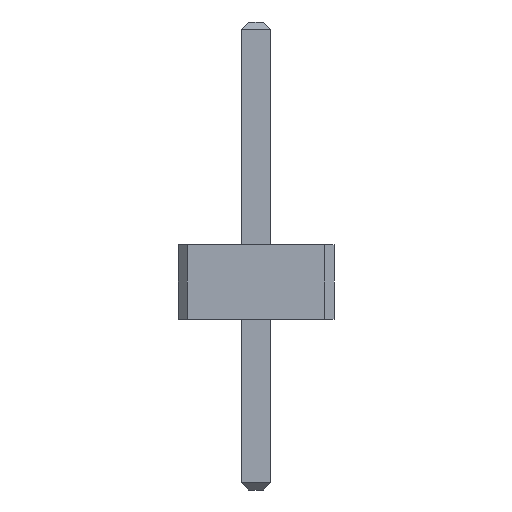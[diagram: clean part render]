
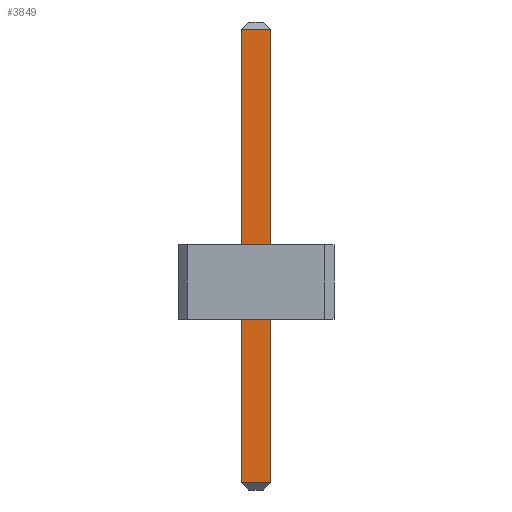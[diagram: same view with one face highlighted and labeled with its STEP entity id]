
A CAD part, front view. The second image highlights one B-rep face of the part: STEP entity #3849.
In plain terms, the highlighted planar face has unit normal (0, -1, 0).
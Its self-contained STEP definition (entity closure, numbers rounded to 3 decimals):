
#13=DIRECTION('',(0.,0.,1.));
#27=VECTOR('',#13,1.);
#67=DIRECTION('',(1.,0.,0.));
#1808=VECTOR('',#67,1.);
#1819=DIRECTION('',(0.,1.,0.));
#3826=EDGE_CURVE('',#3827,#3829,#3831,.T.);
#3827=VERTEX_POINT('',#3828);
#3828=CARTESIAN_POINT('',(-0.2,-38.3,-2.2));
#3829=VERTEX_POINT('',#3830);
#3830=CARTESIAN_POINT('',(-0.2,-38.3,3.9));
#3831=LINE('',#3832,#27);
#3832=CARTESIAN_POINT('',(-0.2,-38.3,-2.3));
#3849=ADVANCED_FACE('',(#3850),#3867,.F.);
#3850=FACE_BOUND('',#3851,.F.);
#3851=EDGE_LOOP('',(#3852,#3860,#3863,#3864));
#3852=ORIENTED_EDGE('',*,*,#3853,.F.);
#3853=EDGE_CURVE('',#3854,#3856,#3858,.T.);
#3854=VERTEX_POINT('',#3855);
#3855=CARTESIAN_POINT('',(0.2,-38.3,-2.2));
#3856=VERTEX_POINT('',#3857);
#3857=CARTESIAN_POINT('',(0.2,-38.3,3.9));
#3858=LINE('',#3859,#27);
#3859=CARTESIAN_POINT('',(0.2,-38.3,-2.3));
#3860=ORIENTED_EDGE('',*,*,#3861,.F.);
#3861=EDGE_CURVE('',#3827,#3854,#3862,.T.);
#3862=LINE('',#3828,#1808);
#3863=ORIENTED_EDGE('',*,*,#3826,.T.);
#3864=ORIENTED_EDGE('',*,*,#3865,.T.);
#3865=EDGE_CURVE('',#3829,#3856,#3866,.T.);
#3866=LINE('',#3830,#1808);
#3867=PLANE('',#3868);
#3868=AXIS2_PLACEMENT_3D('',#3832,#1819,#13);
